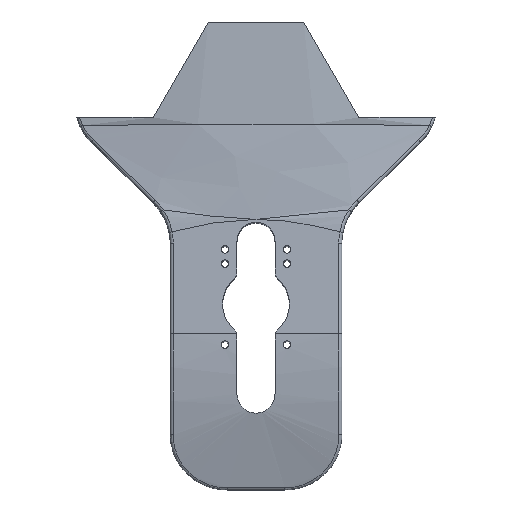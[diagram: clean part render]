
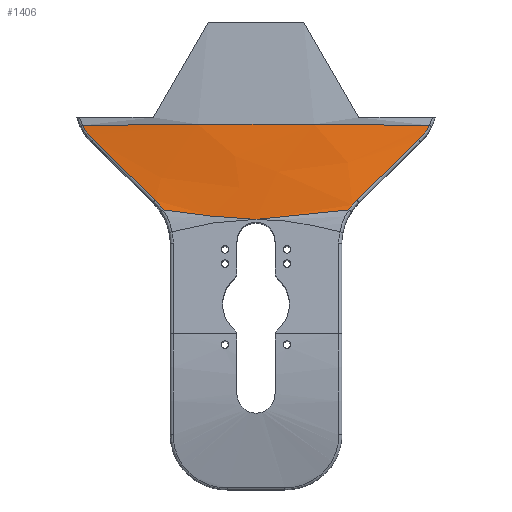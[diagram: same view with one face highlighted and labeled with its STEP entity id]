
A CAD part, front view. The second image highlights one B-rep face of the part: STEP entity #1406.
In plain terms, the highlighted free-form (B-spline) face has degree [3, 3] with [5, 4] control points.
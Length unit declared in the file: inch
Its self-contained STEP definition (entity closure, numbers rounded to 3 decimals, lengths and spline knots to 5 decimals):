
#67=CIRCLE('',#1466,22.8125);
#171=B_SPLINE_SURFACE_WITH_KNOTS('',3,3,((#3176,#3177,#3178,#3179),(#3180,
#3181,#3182,#3183),(#3184,#3185,#3186,#3187),(#3188,#3189,#3190,#3191),
(#3192,#3193,#3194,#3195)),.UNSPECIFIED.,.F.,.F.,.F.,(4,1,4),(4,4),(0.01086,
0.56988,0.98913),(0.,1.),
 .UNSPECIFIED.);
#232=FACE_OUTER_BOUND('',#316,.T.);
#316=EDGE_LOOP('',(#1147,#1148,#1149,#1150,#1151,#1152,#1153,#1154,#1155));
#484=B_SPLINE_CURVE_WITH_KNOTS('',3,(#2238,#2239,#2240,#2241),
 .UNSPECIFIED.,.F.,.F.,(4,4),(-1.21202,-0.00051),
 .UNSPECIFIED.);
#485=B_SPLINE_CURVE_WITH_KNOTS('',3,(#2265,#2266,#2267,#2268),
 .UNSPECIFIED.,.F.,.F.,(4,4),(-5.8774,0.),
 .UNSPECIFIED.);
#487=B_SPLINE_CURVE_WITH_KNOTS('',3,(#2296,#2297,#2298,#2299),
 .UNSPECIFIED.,.F.,.F.,(4,4),(-0.84176,0.),.UNSPECIFIED.);
#498=B_SPLINE_CURVE_WITH_KNOTS('',3,(#2546,#2547,#2548,#2549),
 .UNSPECIFIED.,.F.,.F.,(4,4),(0.,0.84176),.UNSPECIFIED.);
#500=B_SPLINE_CURVE_WITH_KNOTS('',3,(#2576,#2577,#2578,#2579),
 .UNSPECIFIED.,.F.,.F.,(4,4),(0.,5.8774),.UNSPECIFIED.);
#501=B_SPLINE_CURVE_WITH_KNOTS('',3,(#2600,#2601,#2602,#2603),
 .UNSPECIFIED.,.F.,.F.,(4,4),(-1.21202,0.),.UNSPECIFIED.);
#523=B_SPLINE_CURVE_WITH_KNOTS('',3,(#3104,#3105,#3106,#3107,#3108,#3109,
#3110,#3111,#3112),.UNSPECIFIED.,.F.,.F.,(4,1,1,1,2,4),(-5.80389,
-3.48233,-2.32156,-1.16078,0.,0.05343),
 .UNSPECIFIED.);
#526=B_SPLINE_CURVE_WITH_KNOTS('',3,(#3167,#3168,#3169,#3170,#3171,#3172,
#3173,#3174,#3175),.UNSPECIFIED.,.F.,.F.,(4,2,1,1,1,4),(-6.44236,
-6.38894,-5.22816,-4.06738,-2.9066,
-0.58505),.UNSPECIFIED.);
#566=VERTEX_POINT('',#2172);
#567=VERTEX_POINT('',#2179);
#570=VERTEX_POINT('',#2236);
#572=VERTEX_POINT('',#2263);
#574=VERTEX_POINT('',#2294);
#596=VERTEX_POINT('',#2509);
#598=VERTEX_POINT('',#2544);
#599=VERTEX_POINT('',#2574);
#633=VERTEX_POINT('',#3103);
#709=EDGE_CURVE('',#567,#566,#67,.T.);
#714=EDGE_CURVE('',#570,#567,#484,.T.);
#716=EDGE_CURVE('',#572,#570,#485,.T.);
#719=EDGE_CURVE('',#574,#572,#487,.T.);
#756=EDGE_CURVE('',#598,#596,#498,.T.);
#759=EDGE_CURVE('',#599,#598,#500,.T.);
#760=EDGE_CURVE('',#566,#599,#501,.T.);
#822=EDGE_CURVE('',#596,#633,#523,.T.);
#825=EDGE_CURVE('',#633,#574,#526,.T.);
#1147=ORIENTED_EDGE('',*,*,#760,.F.);
#1148=ORIENTED_EDGE('',*,*,#709,.F.);
#1149=ORIENTED_EDGE('',*,*,#714,.F.);
#1150=ORIENTED_EDGE('',*,*,#716,.F.);
#1151=ORIENTED_EDGE('',*,*,#719,.F.);
#1152=ORIENTED_EDGE('',*,*,#825,.F.);
#1153=ORIENTED_EDGE('',*,*,#822,.F.);
#1154=ORIENTED_EDGE('',*,*,#756,.F.);
#1155=ORIENTED_EDGE('',*,*,#759,.F.);
#1406=ADVANCED_FACE('',(#232),#171,.T.);
#1466=AXIS2_PLACEMENT_3D('',#2184,#1620,#1621);
#1620=DIRECTION('center_axis',(0.,0.07,0.998));
#1621=DIRECTION('ref_axis',(-0.208,-0.976,0.068));
#2172=CARTESIAN_POINT('',(4.54438,-0.40807,-10.46049));
#2179=CARTESIAN_POINT('',(-4.54394,-0.40816,-10.46048));
#2184=CARTESIAN_POINT('Origin',(0.,21.89276,
-12.01991));
#2236=CARTESIAN_POINT('',(-4.26978,-0.48732,-10.83923));
#2238=CARTESIAN_POINT('Ctrl Pts',(-4.26978,-0.48732,
-10.83923));
#2239=CARTESIAN_POINT('Ctrl Pts',(-4.38155,-0.45781,
-10.73006));
#2240=CARTESIAN_POINT('Ctrl Pts',(-4.4749,-0.43043,
-10.60167));
#2241=CARTESIAN_POINT('Ctrl Pts',(-4.54429,-0.4081,-10.46066));
#2263=CARTESIAN_POINT('',(-2.63914,-0.91106,-12.4261));
#2265=CARTESIAN_POINT('Ctrl Pts',(-2.63914,-0.91106,
-12.4261));
#2266=CARTESIAN_POINT('Ctrl Pts',(-3.18472,-0.77321,
-11.89807));
#2267=CARTESIAN_POINT('Ctrl Pts',(-3.72756,-0.63051,
-11.36889));
#2268=CARTESIAN_POINT('Ctrl Pts',(-4.26978,-0.48732,
-10.83923));
#2294=CARTESIAN_POINT('',(-2.43028,-0.9735,-12.67422));
#2296=CARTESIAN_POINT('Ctrl Pts',(-2.43028,-0.9735,-12.67422));
#2297=CARTESIAN_POINT('Ctrl Pts',(-2.49089,-0.95125,
-12.58519));
#2298=CARTESIAN_POINT('Ctrl Pts',(-2.56101,-0.9308,
-12.50172));
#2299=CARTESIAN_POINT('Ctrl Pts',(-2.63914,-0.91106,
-12.4261));
#2509=CARTESIAN_POINT('',(2.43028,-0.9735,-12.67422));
#2544=CARTESIAN_POINT('',(2.63914,-0.91106,-12.4261));
#2546=CARTESIAN_POINT('Ctrl Pts',(2.63914,-0.91106,-12.4261));
#2547=CARTESIAN_POINT('Ctrl Pts',(2.56101,-0.9308,-12.50172));
#2548=CARTESIAN_POINT('Ctrl Pts',(2.49089,-0.95125,-12.58519));
#2549=CARTESIAN_POINT('Ctrl Pts',(2.43028,-0.9735,-12.67422));
#2574=CARTESIAN_POINT('',(4.26978,-0.48732,-10.83923));
#2576=CARTESIAN_POINT('Ctrl Pts',(4.26978,-0.48732,-10.83923));
#2577=CARTESIAN_POINT('Ctrl Pts',(3.72756,-0.63051,-11.36889));
#2578=CARTESIAN_POINT('Ctrl Pts',(3.18472,-0.77321,-11.89807));
#2579=CARTESIAN_POINT('Ctrl Pts',(2.63914,-0.91106,-12.4261));
#2600=CARTESIAN_POINT('Ctrl Pts',(4.54438,-0.40807,-10.46049));
#2601=CARTESIAN_POINT('Ctrl Pts',(4.47498,-0.43041,-10.60156));
#2602=CARTESIAN_POINT('Ctrl Pts',(4.38159,-0.4578,-10.73001));
#2603=CARTESIAN_POINT('Ctrl Pts',(4.26978,-0.48732,-10.83923));
#3103=CARTESIAN_POINT('',(0.,-1.03857,-12.9225));
#3104=CARTESIAN_POINT('Ctrl Pts',(2.43028,-0.9735,-12.67422));
#3105=CARTESIAN_POINT('Ctrl Pts',(2.09374,-0.996,-12.71529));
#3106=CARTESIAN_POINT('Ctrl Pts',(1.59248,-1.01911,-12.78228));
#3107=CARTESIAN_POINT('Ctrl Pts',(0.94827,-1.03315,-12.86354));
#3108=CARTESIAN_POINT('Ctrl Pts',(0.47858,-1.03776,-12.90957));
#3109=CARTESIAN_POINT('Ctrl Pts',(0.17338,-1.03853,-12.92197));
#3110=CARTESIAN_POINT('Ctrl Pts',(0.01402,-1.03856,
-12.92249));
#3111=CARTESIAN_POINT('Ctrl Pts',(0.00701,-1.03857,
-12.9225));
#3112=CARTESIAN_POINT('Ctrl Pts',(0.,-1.03857,
-12.9225));
#3167=CARTESIAN_POINT('Ctrl Pts',(0.,-1.03857,
-12.9225));
#3168=CARTESIAN_POINT('Ctrl Pts',(-0.00701,-1.03857,
-12.9225));
#3169=CARTESIAN_POINT('Ctrl Pts',(-0.01402,-1.03856,
-12.92249));
#3170=CARTESIAN_POINT('Ctrl Pts',(-0.17337,-1.03853,
-12.92197));
#3171=CARTESIAN_POINT('Ctrl Pts',(-0.47856,-1.03776,
-12.90957));
#3172=CARTESIAN_POINT('Ctrl Pts',(-0.94829,-1.03315,
-12.86354));
#3173=CARTESIAN_POINT('Ctrl Pts',(-1.59247,-1.01911,-12.78229));
#3174=CARTESIAN_POINT('Ctrl Pts',(-2.09374,-0.996,
-12.71529));
#3175=CARTESIAN_POINT('Ctrl Pts',(-2.43028,-0.9735,
-12.67422));
#3176=CARTESIAN_POINT('Ctrl Pts',(4.64825,-0.38676,-10.46198));
#3177=CARTESIAN_POINT('Ctrl Pts',(3.83254,-0.60403,-11.28215));
#3178=CARTESIAN_POINT('Ctrl Pts',(3.01682,-0.8213,-12.10233));
#3179=CARTESIAN_POINT('Ctrl Pts',(2.20111,-1.03857,-12.9225));
#3180=CARTESIAN_POINT('Ctrl Pts',(2.90241,-0.74923,-10.43663));
#3181=CARTESIAN_POINT('Ctrl Pts',(2.38913,-0.84555,-11.26526));
#3182=CARTESIAN_POINT('Ctrl Pts',(1.87588,-0.94224,-12.09387));
#3183=CARTESIAN_POINT('Ctrl Pts',(1.36259,-1.03857,-12.9225));
#3184=CARTESIAN_POINT('Ctrl Pts',(-0.22758,-1.02445,
-10.41739));
#3185=CARTESIAN_POINT('Ctrl Pts',(-0.18666,-1.02921,
-11.25242));
#3186=CARTESIAN_POINT('Ctrl Pts',(-0.14574,-1.03381,
-12.08747));
#3187=CARTESIAN_POINT('Ctrl Pts',(-0.10481,-1.03857,
-12.9225));
#3188=CARTESIAN_POINT('Ctrl Pts',(-3.33887,-0.65861,
-10.44297));
#3189=CARTESIAN_POINT('Ctrl Pts',(-2.74998,-0.78525,
-11.26948));
#3190=CARTESIAN_POINT('Ctrl Pts',(-2.16111,-0.91192,
-12.09599));
#3191=CARTESIAN_POINT('Ctrl Pts',(-1.57222,-1.03857,-12.9225));
#3192=CARTESIAN_POINT('Ctrl Pts',(-4.64825,-0.38676,
-10.46198));
#3193=CARTESIAN_POINT('Ctrl Pts',(-3.83254,-0.60403,
-11.28215));
#3194=CARTESIAN_POINT('Ctrl Pts',(-3.01682,-0.8213,
-12.10233));
#3195=CARTESIAN_POINT('Ctrl Pts',(-2.20111,-1.03857,-12.9225));
